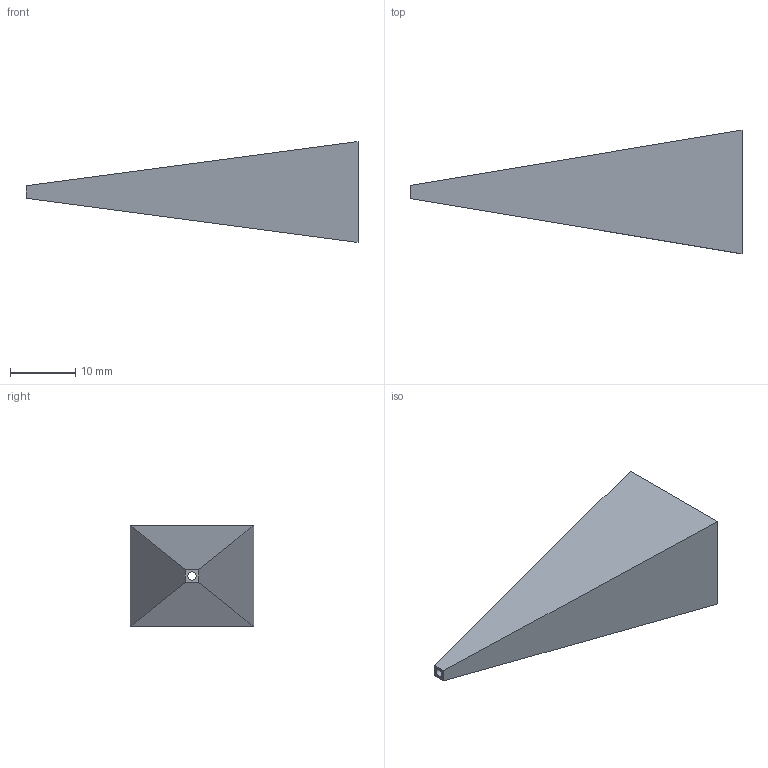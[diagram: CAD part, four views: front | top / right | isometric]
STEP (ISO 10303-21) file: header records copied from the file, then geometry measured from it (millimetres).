
FILE_DESCRIPTION(('STEP AP203'), '1');
FILE_NAME('ïðèíòåð_Áðàéëÿ_ãîëîâà_äåòàëü', '', ('UNSPECIFIED'), ('UNSPECIFIED'), 'C3D Converter', 'C3D Toolkit', '');
FILE_SCHEMA(('CONFIG_CONTROL_DESIGN'));
Length unit declared in the file: millimetre
Bounding box: 51 x 19 x 15.5 mm (x, y, z)
Volume: 4841.1 mm3; surface area: 2839.5 mm2
Topology: 1 solids, 1 shells, 15 faces, 34 edges, 22 vertices
Faces by surface type: plane 11, cylinder 4
Full cylindrical faces by diameter (mm): 1.25 x1, 7 x1
Entity records: 570 total; most frequent: CARTESIAN_POINT 88, ORIENTED_EDGE 64, DIRECTION 62, EDGE_CURVE 32, VERTEX_POINT 22, LINE 22, VECTOR 22, AXIS2_PLACEMENT_3D 20
